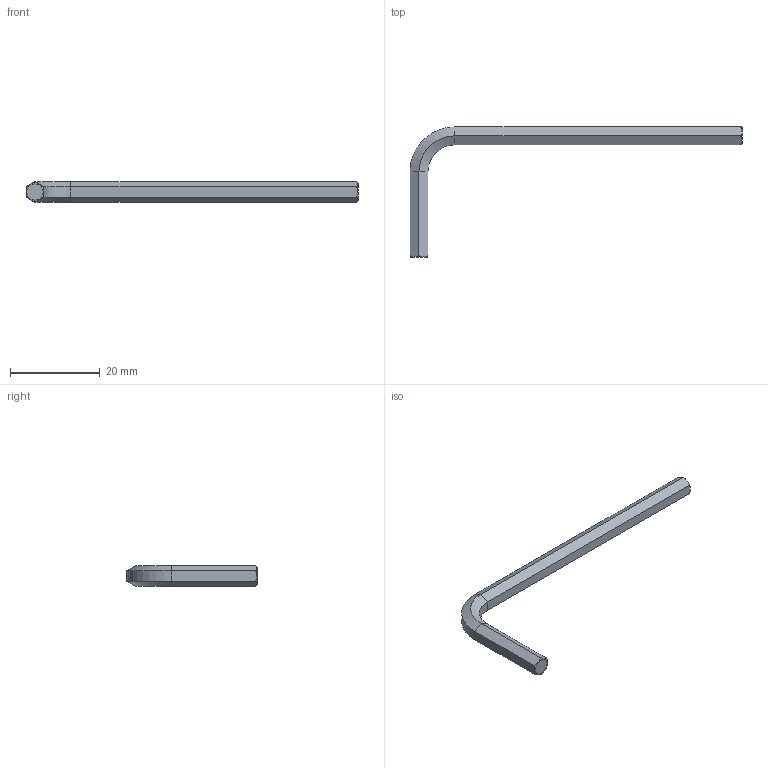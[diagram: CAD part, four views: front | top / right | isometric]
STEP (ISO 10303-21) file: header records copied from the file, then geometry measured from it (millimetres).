
FILE_DESCRIPTION (( 'STEP AP203' ), '1' );
FILE_NAME ('Allen 4 mm_Default_sldprt.STEP', '2025-12-16T23:09:22', ( '' ), ( '' ), 'SwSTEP 2.0', 'SolidWorks 2022', '' );
FILE_SCHEMA (( 'CONFIG_CONTROL_DESIGN' ));
Length unit declared in the file: millimetre
Products named in the file (1): Allen 4 mm_Default_sldprt
Bounding box: 74 x 29 x 4.61 mm (x, y, z)
Volume: 1317.5 mm3; surface area: 1345.5 mm2
Topology: 1 solids, 1 shells, 24 faces, 50 edges, 28 vertices
Faces by surface type: plane 14, torus 4, cone 4, cylinder 2
Entity records: 1129 total; most frequent: CARTESIAN_POINT 559, DIRECTION 102, ORIENTED_EDGE 100, EDGE_CURVE 50, AXIS2_PLACEMENT_3D 39, VERTEX_POINT 28, FACE_OUTER_BOUND 24, VECTOR 24
